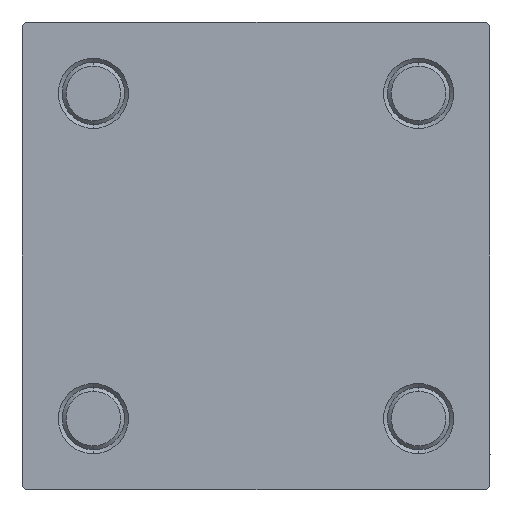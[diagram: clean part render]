
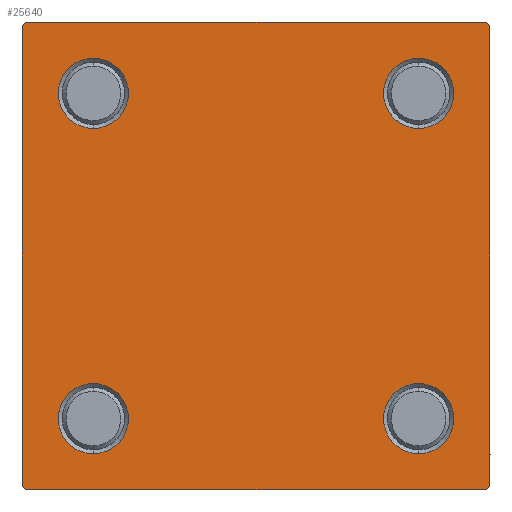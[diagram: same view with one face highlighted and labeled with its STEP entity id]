
A CAD part, left-side view. The second image highlights one B-rep face of the part: STEP entity #25640.
In plain terms, the highlighted planar face has unit normal (-1, 0, 0).
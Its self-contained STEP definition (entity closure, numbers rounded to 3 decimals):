
#1353 = VERTEX_POINT ( 'NONE', #9853 ) ;
#2080 = DIRECTION ( 'NONE',  ( 0., 0., 1. ) ) ;
#2649 = DIRECTION ( 'NONE',  ( 0., 0., 1. ) ) ;
#3024 = EDGE_CURVE ( 'NONE', #1353, #13684, #4508, .T. ) ;
#3306 = LINE ( 'NONE', #6593, #33654 ) ;
#3382 = ORIENTED_EDGE ( 'NONE', *, *, #17598, .T. ) ;
#3409 = EDGE_CURVE ( 'NONE', #19098, #38856, #44378, .T. ) ;
#3498 = VERTEX_POINT ( 'NONE', #33807 ) ;
#4508 = CIRCLE ( 'NONE', #46370, 4.5 ) ;
#4692 = CIRCLE ( 'NONE', #34508, 4.5 ) ;
#5296 = DIRECTION ( 'NONE',  ( 0., -1., 0. ) ) ;
#5470 = DIRECTION ( 'NONE',  ( 1., 0., 0. ) ) ;
#6030 = VERTEX_POINT ( 'NONE', #32073 ) ;
#6048 = VERTEX_POINT ( 'NONE', #36592 ) ;
#6085 = DIRECTION ( 'NONE',  ( -1., 0., 0. ) ) ;
#6114 = ORIENTED_EDGE ( 'NONE', *, *, #11796, .T. ) ;
#6344 = VERTEX_POINT ( 'NONE', #12355 ) ;
#6593 = CARTESIAN_POINT ( 'NONE',  ( 0., 30., 30. ) ) ;
#7094 = CARTESIAN_POINT ( 'NONE',  ( 0., 20.85, 20.85 ) ) ;
#7218 = CARTESIAN_POINT ( 'NONE',  ( 0., 30., 29.5 ) ) ;
#7300 = CARTESIAN_POINT ( 'NONE',  ( 0., 20.85, -16.35 ) ) ;
#7340 = CARTESIAN_POINT ( 'NONE',  ( 0., -20.85, 20.85 ) ) ;
#7351 = DIRECTION ( 'NONE',  ( 0., 0., -1. ) ) ;
#7905 = EDGE_CURVE ( 'NONE', #36690, #22079, #3306, .T. ) ;
#8810 = DIRECTION ( 'NONE',  ( 0., 0., 1. ) ) ;
#9165 = ORIENTED_EDGE ( 'NONE', *, *, #29669, .T. ) ;
#9590 = LINE ( 'NONE', #39840, #43047 ) ;
#9632 = EDGE_CURVE ( 'NONE', #6030, #44470, #4692, .T. ) ;
#9670 = CARTESIAN_POINT ( 'NONE',  ( 0., 20.85, 20.85 ) ) ;
#9853 = CARTESIAN_POINT ( 'NONE',  ( 0., 20.85, 25.35 ) ) ;
#9866 = ORIENTED_EDGE ( 'NONE', *, *, #38548, .T. ) ;
#10167 = VERTEX_POINT ( 'NONE', #13646 ) ;
#10179 = CARTESIAN_POINT ( 'NONE',  ( 0., -30., -29.5 ) ) ;
#10417 = CARTESIAN_POINT ( 'NONE',  ( 0., -20.85, -20.85 ) ) ;
#10670 = DIRECTION ( 'NONE',  ( 1., 0., 0. ) ) ;
#11337 = CIRCLE ( 'NONE', #46721, 4.5 ) ;
#11614 = DIRECTION ( 'NONE',  ( 0., 0., 1. ) ) ;
#11796 = EDGE_CURVE ( 'NONE', #19098, #47474, #41013, .T. ) ;
#12204 = ORIENTED_EDGE ( 'NONE', *, *, #45929, .T. ) ;
#12355 = CARTESIAN_POINT ( 'NONE',  ( 0., 29.5, 30. ) ) ;
#13114 = EDGE_LOOP ( 'NONE', ( #31474, #3382 ) ) ;
#13646 = CARTESIAN_POINT ( 'NONE',  ( 0., -20.85, 25.35 ) ) ;
#13684 = VERTEX_POINT ( 'NONE', #25866 ) ;
#13698 = CIRCLE ( 'NONE', #41882, 4.5 ) ;
#13709 = DIRECTION ( 'NONE',  ( 0., 0., 1. ) ) ;
#14661 = LINE ( 'NONE', #49451, #49548 ) ;
#14667 = DIRECTION ( 'NONE',  ( 1., 0., 0. ) ) ;
#15278 = AXIS2_PLACEMENT_3D ( 'NONE', #7340, #48752, #13709 ) ;
#16065 = CIRCLE ( 'NONE', #15278, 4.5 ) ;
#16459 = EDGE_CURVE ( 'NONE', #10167, #20076, #16065, .T. ) ;
#17598 = EDGE_CURVE ( 'NONE', #13684, #1353, #13698, .T. ) ;
#17675 = CARTESIAN_POINT ( 'NONE',  ( 0., -30., 30. ) ) ;
#17944 = CARTESIAN_POINT ( 'NONE',  ( 0., 0., 0. ) ) ;
#19098 = VERTEX_POINT ( 'NONE', #20135 ) ;
#19253 = ORIENTED_EDGE ( 'NONE', *, *, #35862, .T. ) ;
#20076 = VERTEX_POINT ( 'NONE', #27541 ) ;
#20091 = CIRCLE ( 'NONE', #48249, 4.5 ) ;
#20135 = CARTESIAN_POINT ( 'NONE',  ( 0., -30., 29.5 ) ) ;
#20705 = ORIENTED_EDGE ( 'NONE', *, *, #9632, .T. ) ;
#20878 = DIRECTION ( 'NONE',  ( 0., 0., 1. ) ) ;
#21101 = ORIENTED_EDGE ( 'NONE', *, *, #3409, .F. ) ;
#21495 = PLANE ( 'NONE',  #40509 ) ;
#21627 = DIRECTION ( 'NONE',  ( 0., 0.707, 0.707 ) ) ;
#21753 = VECTOR ( 'NONE', #28138, 1000. ) ;
#21990 = DIRECTION ( 'NONE',  ( 0., -0.707, 0.707 ) ) ;
#22079 = VERTEX_POINT ( 'NONE', #27562 ) ;
#22100 = AXIS2_PLACEMENT_3D ( 'NONE', #23775, #24774, #36107 ) ;
#22352 = DIRECTION ( 'NONE',  ( 1., 0., 0. ) ) ;
#23775 = CARTESIAN_POINT ( 'NONE',  ( 0., 20.85, -20.85 ) ) ;
#24506 = CIRCLE ( 'NONE', #22100, 4.5 ) ;
#24772 = FACE_BOUND ( 'NONE', #35064, .T. ) ;
#24774 = DIRECTION ( 'NONE',  ( 1., 0., 0. ) ) ;
#25095 = ORIENTED_EDGE ( 'NONE', *, *, #7905, .T. ) ;
#25310 = DIRECTION ( 'NONE',  ( 1., 0., 0. ) ) ;
#25640 = ADVANCED_FACE ( 'NONE', ( #24772, #32330, #32572, #33079, #48705 ), #21495, .T. ) ;
#25866 = CARTESIAN_POINT ( 'NONE',  ( 0., 20.85, 16.35 ) ) ;
#26720 = AXIS2_PLACEMENT_3D ( 'NONE', #37202, #22352, #2649 ) ;
#27541 = CARTESIAN_POINT ( 'NONE',  ( 0., -20.85, 16.35 ) ) ;
#27562 = CARTESIAN_POINT ( 'NONE',  ( 0., 30., -29.5 ) ) ;
#28138 = DIRECTION ( 'NONE',  ( 0., 0.707, -0.707 ) ) ;
#28223 = DIRECTION ( 'NONE',  ( 1., 0., 0. ) ) ;
#28289 = CIRCLE ( 'NONE', #26720, 4.5 ) ;
#29041 = DIRECTION ( 'NONE',  ( 0., 0., 1. ) ) ;
#29669 = EDGE_CURVE ( 'NONE', #44559, #47589, #20091, .T. ) ;
#30909 = EDGE_CURVE ( 'NONE', #6344, #36690, #44231, .T. ) ;
#30962 = VECTOR ( 'NONE', #36916, 1000. ) ;
#31474 = ORIENTED_EDGE ( 'NONE', *, *, #3024, .T. ) ;
#32073 = CARTESIAN_POINT ( 'NONE',  ( 0., -20.85, -16.35 ) ) ;
#32192 = CARTESIAN_POINT ( 'NONE',  ( 0., 30., -30. ) ) ;
#32330 = FACE_BOUND ( 'NONE', #36008, .T. ) ;
#32572 = FACE_BOUND ( 'NONE', #41145, .T. ) ;
#32573 = EDGE_CURVE ( 'NONE', #44470, #6030, #11337, .T. ) ;
#33059 = DIRECTION ( 'NONE',  ( 0., 0., -1. ) ) ;
#33079 = FACE_BOUND ( 'NONE', #13114, .T. ) ;
#33118 = EDGE_LOOP ( 'NONE', ( #25095, #39659, #19253, #46658, #21101, #6114, #35879, #39841 ) ) ;
#33654 = VECTOR ( 'NONE', #7351, 1000. ) ;
#33766 = VECTOR ( 'NONE', #21627, 1000. ) ;
#33807 = CARTESIAN_POINT ( 'NONE',  ( 0., 29.5, -30. ) ) ;
#34303 = VECTOR ( 'NONE', #33059, 1000. ) ;
#34508 = AXIS2_PLACEMENT_3D ( 'NONE', #36765, #28223, #8810 ) ;
#35064 = EDGE_LOOP ( 'NONE', ( #41347, #9866 ) ) ;
#35862 = EDGE_CURVE ( 'NONE', #3498, #6048, #40249, .T. ) ;
#35879 = ORIENTED_EDGE ( 'NONE', *, *, #47416, .F. ) ;
#36008 = EDGE_LOOP ( 'NONE', ( #20705, #49241 ) ) ;
#36107 = DIRECTION ( 'NONE',  ( 0., 0., 1. ) ) ;
#36592 = CARTESIAN_POINT ( 'NONE',  ( 0., -29.5, -30. ) ) ;
#36690 = VERTEX_POINT ( 'NONE', #7218 ) ;
#36765 = CARTESIAN_POINT ( 'NONE',  ( 0., -20.85, -20.85 ) ) ;
#36916 = DIRECTION ( 'NONE',  ( 0., -0.707, -0.707 ) ) ;
#37202 = CARTESIAN_POINT ( 'NONE',  ( 0., -20.85, 20.85 ) ) ;
#38548 = EDGE_CURVE ( 'NONE', #20076, #10167, #28289, .T. ) ;
#38856 = VERTEX_POINT ( 'NONE', #10179 ) ;
#39659 = ORIENTED_EDGE ( 'NONE', *, *, #47022, .T. ) ;
#39721 = CARTESIAN_POINT ( 'NONE',  ( 0., 29.75, 29.75 ) ) ;
#39840 = CARTESIAN_POINT ( 'NONE',  ( 0., 30., 30. ) ) ;
#39841 = ORIENTED_EDGE ( 'NONE', *, *, #30909, .T. ) ;
#40019 = CARTESIAN_POINT ( 'NONE',  ( 0., 20.85, -20.85 ) ) ;
#40207 = LINE ( 'NONE', #43733, #30962 ) ;
#40249 = LINE ( 'NONE', #32192, #49281 ) ;
#40502 = DIRECTION ( 'NONE',  ( 0., -1., 0. ) ) ;
#40509 = AXIS2_PLACEMENT_3D ( 'NONE', #17944, #6085, #29041 ) ;
#40592 = CARTESIAN_POINT ( 'NONE',  ( 0., -29.5, 30. ) ) ;
#40665 = DIRECTION ( 'NONE',  ( 0., 0., 1. ) ) ;
#41013 = LINE ( 'NONE', #48088, #33766 ) ;
#41145 = EDGE_LOOP ( 'NONE', ( #12204, #9165 ) ) ;
#41347 = ORIENTED_EDGE ( 'NONE', *, *, #16459, .T. ) ;
#41882 = AXIS2_PLACEMENT_3D ( 'NONE', #7094, #14667, #11614 ) ;
#41883 = CARTESIAN_POINT ( 'NONE',  ( 0., 20.85, -25.35 ) ) ;
#43047 = VECTOR ( 'NONE', #5296, 1000. ) ;
#43733 = CARTESIAN_POINT ( 'NONE',  ( 0., 29.75, -29.75 ) ) ;
#44231 = LINE ( 'NONE', #39721, #21753 ) ;
#44378 = LINE ( 'NONE', #17675, #34303 ) ;
#44470 = VERTEX_POINT ( 'NONE', #48710 ) ;
#44559 = VERTEX_POINT ( 'NONE', #41883 ) ;
#45929 = EDGE_CURVE ( 'NONE', #47589, #44559, #24506, .T. ) ;
#46370 = AXIS2_PLACEMENT_3D ( 'NONE', #9670, #25310, #2080 ) ;
#46658 = ORIENTED_EDGE ( 'NONE', *, *, #48613, .T. ) ;
#46721 = AXIS2_PLACEMENT_3D ( 'NONE', #10417, #10670, #40665 ) ;
#47022 = EDGE_CURVE ( 'NONE', #22079, #3498, #40207, .T. ) ;
#47416 = EDGE_CURVE ( 'NONE', #6344, #47474, #9590, .T. ) ;
#47474 = VERTEX_POINT ( 'NONE', #40592 ) ;
#47589 = VERTEX_POINT ( 'NONE', #7300 ) ;
#48088 = CARTESIAN_POINT ( 'NONE',  ( 0., -29.75, 29.75 ) ) ;
#48249 = AXIS2_PLACEMENT_3D ( 'NONE', #40019, #5470, #20878 ) ;
#48613 = EDGE_CURVE ( 'NONE', #6048, #38856, #14661, .T. ) ;
#48705 = FACE_OUTER_BOUND ( 'NONE', #33118, .T. ) ;
#48710 = CARTESIAN_POINT ( 'NONE',  ( 0., -20.85, -25.35 ) ) ;
#48752 = DIRECTION ( 'NONE',  ( 1., 0., 0. ) ) ;
#49241 = ORIENTED_EDGE ( 'NONE', *, *, #32573, .T. ) ;
#49281 = VECTOR ( 'NONE', #40502, 1000. ) ;
#49451 = CARTESIAN_POINT ( 'NONE',  ( 0., -29.75, -29.75 ) ) ;
#49548 = VECTOR ( 'NONE', #21990, 1000. ) ;
